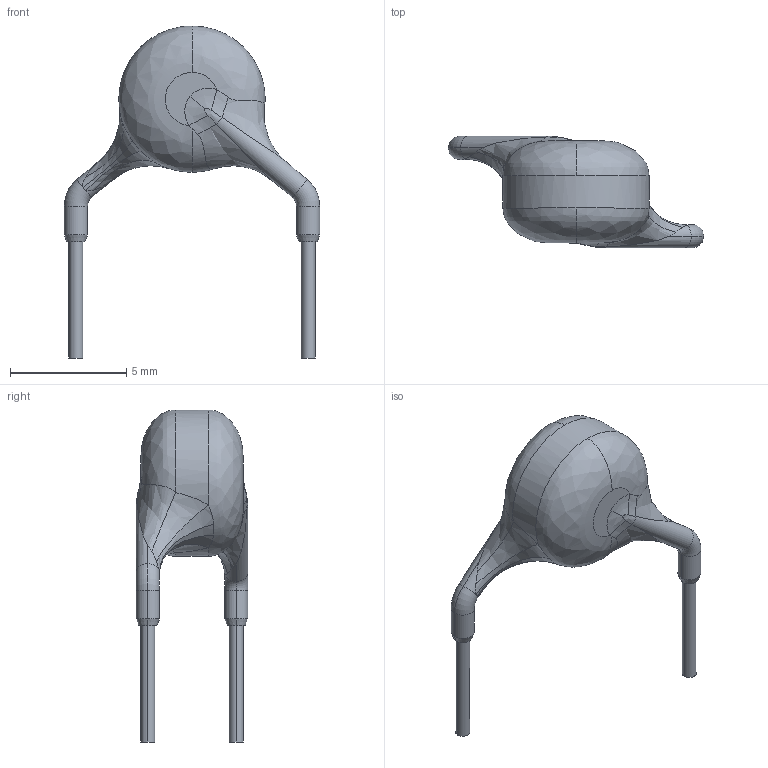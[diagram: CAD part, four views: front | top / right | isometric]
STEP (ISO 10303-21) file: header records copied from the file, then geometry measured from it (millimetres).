
FILE_DESCRIPTION(('FreeCAD Model'),'2;1');
FILE_NAME('Open CASCADE Shape Model','2026-01-19T01:42:48',('Author'),( ''),'Open CASCADE STEP processor 7.7','FreeCAD','Unknown');
FILE_SCHEMA(('AUTOMOTIVE_DESIGN { 1 0 10303 214 1 1 1 1 }'));
Length unit declared in the file: millimetre
Products named in the file (1): Shell
Bounding box: 11 x 4.8 x 14.3 mm (x, y, z)
Surface area: 176.3 mm2 (no closed solid volume)
Topology: 0 solids, 1 shells, 61 faces, 137 edges, 80 vertices
Faces by surface type: bspline 30, cylinder 17, plane 6, torus 4, cone 4
Entity records: 3287 total; most frequent: CARTESIAN_POINT 2181, ORIENTED_EDGE 274, DIRECTION 153, EDGE_CURVE 137, VERTEX_POINT 80, B_SPLINE_CURVE_WITH_KNOTS 80, AXIS2_PLACEMENT_3D 68, FACE_BOUND 63
